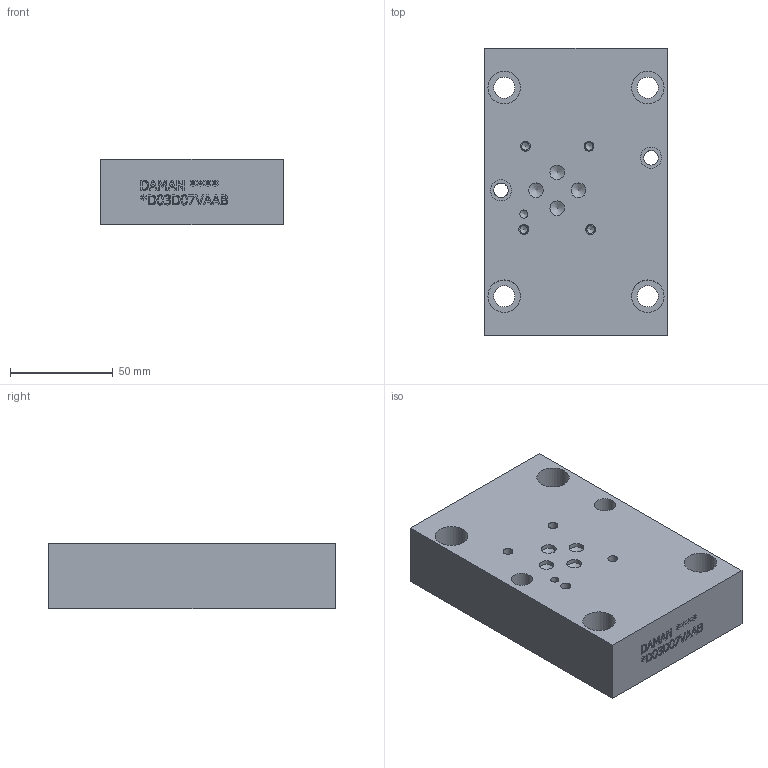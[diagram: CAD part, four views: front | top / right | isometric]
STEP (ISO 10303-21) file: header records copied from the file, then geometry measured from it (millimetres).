
FILE_DESCRIPTION(/* description */ (''),/* implementation_level */ '2;1');
FILE_NAME(/* name */ '_D03D07VAAB.stp',/* time_stamp */ '2021-12-29T14:15:11-05:00',/* author */ ('jrf'),/* organization */ (''),/* preprocessor_version */ 'ST-DEVELOPER v18.1',/* originating_system */ 'Autodesk Inventor 2022',/* authorisation */ '');
FILE_SCHEMA (('AUTOMOTIVE_DESIGN { 1 0 10303 214 3 1 1 }'));
Length unit declared in the file: millimetre
Products named in the file (1): Part_AD03D07VAAB.C01747R8_3D
Bounding box: 88.9 x 139.7 x 31.75 mm (x, y, z)
Volume: 362505.6 mm3; surface area: 48130.5 mm2
Topology: 1 solids, 1 shells, 395 faces, 1026 edges, 679 vertices
Faces by surface type: plane 258, bspline 81, cylinder 39, cone 17
Full cylindrical faces by diameter (mm): 3.175 x2, 3.785 x4, 3.962 x1, 4.826 x4, 7.137 x6, 10.312 x6, 11.125 x2, 15.875 x4, 17.475 x4, 25.4 x4
Entity records: 12703 total; most frequent: CARTESIAN_POINT 3179, ORIENTED_EDGE 2022, DIRECTION 1557, EDGE_CURVE 1011, LINE 767, VECTOR 767, VERTEX_POINT 679, EDGE_LOOP 468
